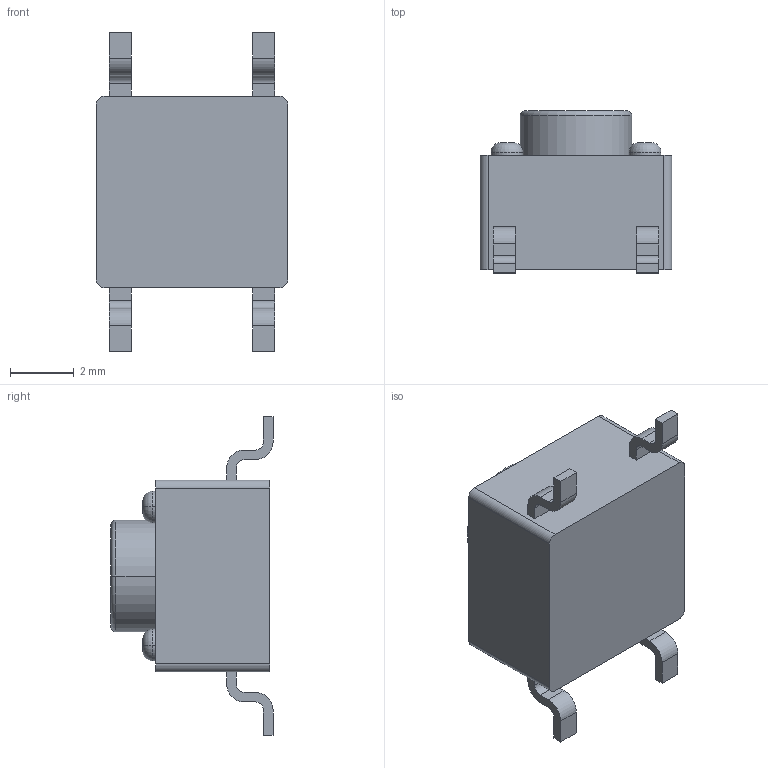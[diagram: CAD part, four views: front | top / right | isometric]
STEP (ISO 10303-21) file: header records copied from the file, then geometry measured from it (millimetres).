
FILE_DESCRIPTION (( 'STEP AP214' ), '1' );
FILE_NAME ('FSM4JSMA.STEP', '2016-01-04T06:59:46', ( '' ), ( '' ), 'SwSTEP 2.0', 'SolidWorks 2015', '' );
FILE_SCHEMA (( 'AUTOMOTIVE_DESIGN' ));
Length unit declared in the file: millimetre
Products named in the file (2): c-4-1437565-2-s-3d; FSM4JSMA
Assembly tree (1 placements, depth 2):
  FSM4JSMA
    c-4-1437565-2-s-3d
Bounding box: 6 x 5.08 x 10 mm (x, y, z)
Volume: 145.5 mm3; surface area: 196.7 mm2
Topology: 1 solids, 1 shells, 87 faces, 218 edges, 142 vertices
Faces by surface type: plane 47, cylinder 30, torus 10
Entity records: 3305 total; most frequent: DIRECTION 480, CARTESIAN_POINT 451, ORIENTED_EDGE 436, EDGE_CURVE 218, AXIS2_PLACEMENT_3D 171, VERTEX_POINT 142, VECTOR 138, LINE 138
